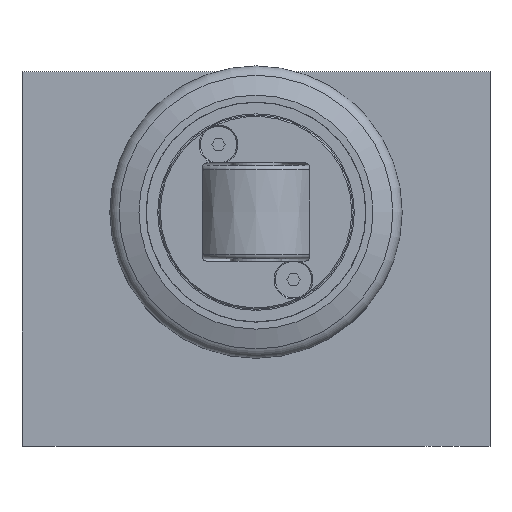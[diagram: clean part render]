
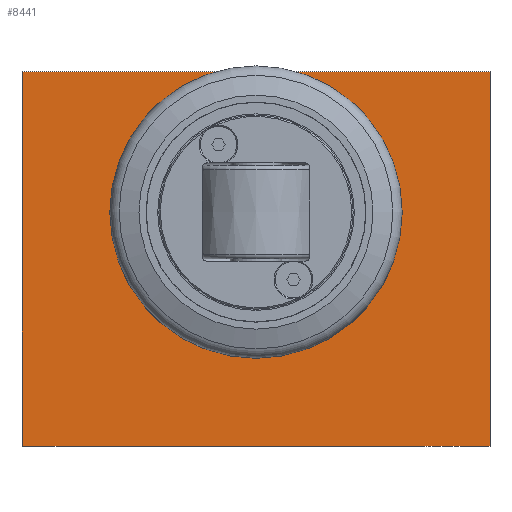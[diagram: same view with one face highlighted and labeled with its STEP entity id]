
A CAD part, front view. The second image highlights one B-rep face of the part: STEP entity #8441.
In plain terms, the highlighted planar face has unit normal (0, -1, 0).
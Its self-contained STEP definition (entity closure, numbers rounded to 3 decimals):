
#55=FACE_BOUND('',#1311,.T.);
#332=PLANE('',#9779);
#822=FACE_OUTER_BOUND('',#1310,.T.);
#1310=EDGE_LOOP('',(#7720,#7721,#7722,#7723));
#1311=EDGE_LOOP('',(#7724));
#2186=CIRCLE('',#9735,20.5);
#2617=LINE('',#15748,#3039);
#2618=LINE('',#15750,#3040);
#2619=LINE('',#15752,#3041);
#2620=LINE('',#15753,#3042);
#3039=VECTOR('',#12819,10.);
#3040=VECTOR('',#12820,10.);
#3041=VECTOR('',#12821,10.);
#3042=VECTOR('',#12822,10.);
#3744=VERTEX_POINT('',#15571);
#3785=VERTEX_POINT('',#15746);
#3786=VERTEX_POINT('',#15747);
#3787=VERTEX_POINT('',#15749);
#3788=VERTEX_POINT('',#15751);
#5044=EDGE_CURVE('',#3744,#3744,#2186,.T.);
#5109=EDGE_CURVE('',#3785,#3786,#2617,.T.);
#5110=EDGE_CURVE('',#3787,#3786,#2618,.T.);
#5111=EDGE_CURVE('',#3788,#3787,#2619,.T.);
#5112=EDGE_CURVE('',#3788,#3785,#2620,.T.);
#7720=ORIENTED_EDGE('',*,*,#5109,.T.);
#7721=ORIENTED_EDGE('',*,*,#5110,.F.);
#7722=ORIENTED_EDGE('',*,*,#5111,.F.);
#7723=ORIENTED_EDGE('',*,*,#5112,.T.);
#7724=ORIENTED_EDGE('',*,*,#5044,.T.);
#8441=ADVANCED_FACE('',(#822,#55),#332,.T.);
#9735=AXIS2_PLACEMENT_3D('',#15573,#12681,#12682);
#9779=AXIS2_PLACEMENT_3D('',#15745,#12817,#12818);
#12681=DIRECTION('center_axis',(0.,1.,0.));
#12682=DIRECTION('ref_axis',(0.,0.,
1.));
#12817=DIRECTION('center_axis',(0.,-1.,0.));
#12818=DIRECTION('ref_axis',(0.,0.,-1.));
#12819=DIRECTION('',(0.,0.,1.));
#12820=DIRECTION('',(1.,0.,0.));
#12821=DIRECTION('',(0.,0.,1.));
#12822=DIRECTION('',(1.,0.,0.));
#15571=CARTESIAN_POINT('',(50.,0.,29.5));
#15573=CARTESIAN_POINT('Origin',(50.,0.,50.));
#15745=CARTESIAN_POINT('Origin',(0.,0.,0.));
#15746=CARTESIAN_POINT('',(100.,0.,0.));
#15747=CARTESIAN_POINT('',(100.,0.,80.));
#15748=CARTESIAN_POINT('',(100.,0.,0.));
#15749=CARTESIAN_POINT('',(0.,0.,80.));
#15750=CARTESIAN_POINT('',(0.,0.,80.));
#15751=CARTESIAN_POINT('',(0.,0.,0.));
#15752=CARTESIAN_POINT('',(0.,0.,0.));
#15753=CARTESIAN_POINT('',(0.,0.,0.));
